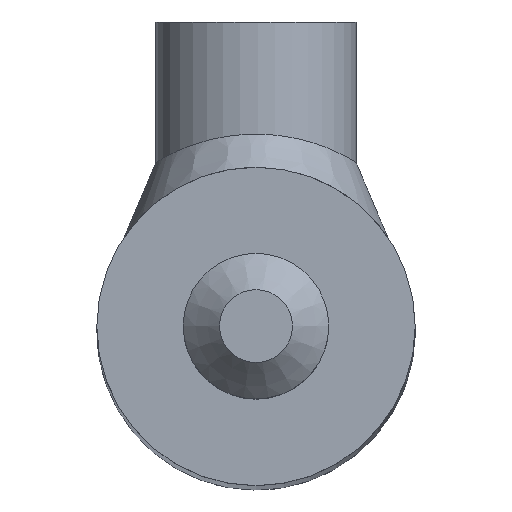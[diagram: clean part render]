
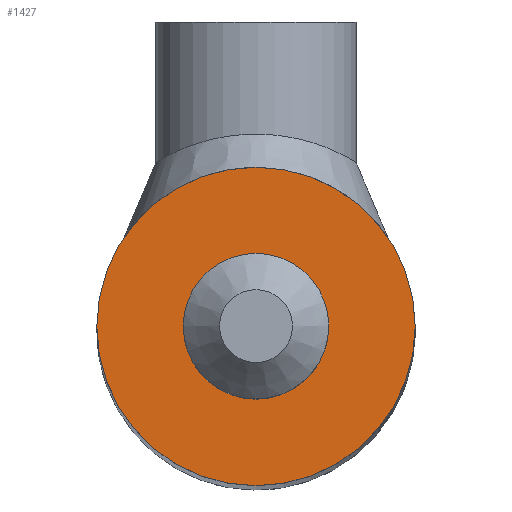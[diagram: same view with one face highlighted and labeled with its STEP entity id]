
A CAD part, top view. The second image highlights one B-rep face of the part: STEP entity #1427.
In plain terms, the highlighted face is planar.
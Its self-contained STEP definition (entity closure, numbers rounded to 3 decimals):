
#172=FACE_BOUND('',#416,.T.);
#203=PLANE('',#1763);
#292=FACE_OUTER_BOUND('',#415,.T.);
#415=EDGE_LOOP('',(#1300));
#416=EDGE_LOOP('',(#1301));
#609=CIRCLE('',#1714,8.);
#636=CIRCLE('',#1761,17.5);
#734=VERTEX_POINT('',#3551);
#761=VERTEX_POINT('',#3641);
#899=EDGE_CURVE('',#734,#734,#609,.T.);
#942=EDGE_CURVE('',#761,#761,#636,.T.);
#1300=ORIENTED_EDGE('',*,*,#942,.F.);
#1301=ORIENTED_EDGE('',*,*,#899,.T.);
#1427=ADVANCED_FACE('',(#292,#172),#203,.F.);
#1714=AXIS2_PLACEMENT_3D('',#3553,#2106,#2107);
#1761=AXIS2_PLACEMENT_3D('',#3643,#2216,#2217);
#1763=AXIS2_PLACEMENT_3D('',#3645,#2220,#2221);
#2106=DIRECTION('center_axis',(1.,0.,0.));
#2107=DIRECTION('ref_axis',(0.,0.,-1.));
#2216=DIRECTION('center_axis',(1.,0.,0.));
#2217=DIRECTION('ref_axis',(0.,1.,0.));
#2220=DIRECTION('center_axis',(1.,0.,0.));
#2221=DIRECTION('ref_axis',(0.,0.,-1.));
#3551=CARTESIAN_POINT('',(0.,0.,8.));
#3553=CARTESIAN_POINT('Origin',(0.,0.,0.));
#3641=CARTESIAN_POINT('',(0.,-17.5,0.));
#3643=CARTESIAN_POINT('Origin',(0.,0.,0.));
#3645=CARTESIAN_POINT('Origin',(0.,0.,0.));
